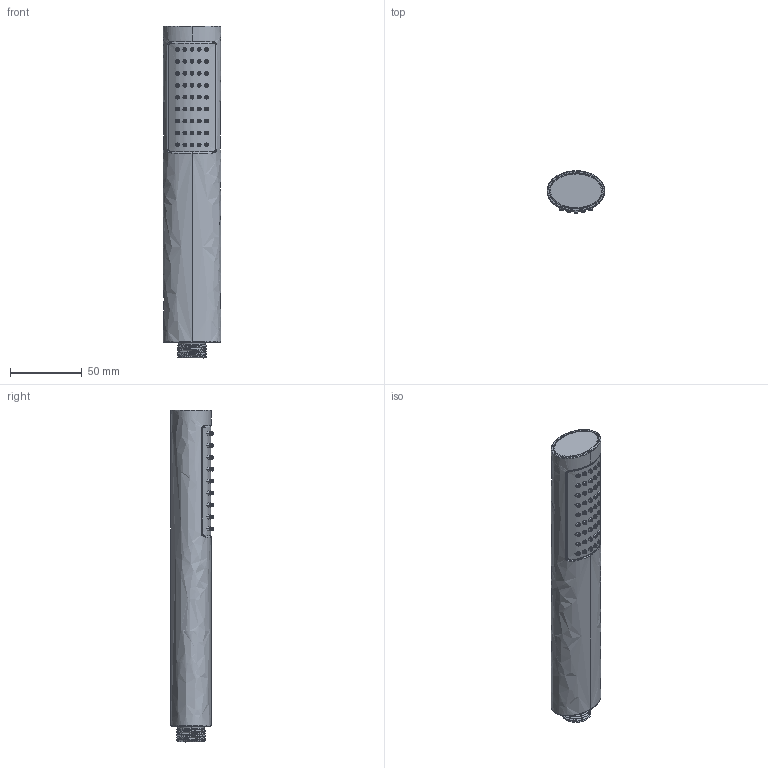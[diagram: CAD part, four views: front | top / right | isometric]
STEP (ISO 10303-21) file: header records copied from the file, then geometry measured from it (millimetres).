
FILE_DESCRIPTION((''),'2;1');
FILE_NAME('A11411_ASM','2020-10-09T',('Administrator'),('Globeunion.com'),'PRO/ENGINEER BY PARAMETRIC TECHNOLOGY CORPORATION, 2014000','PRO/ENGINEER BY PARAMETRIC TECHNOLOGY CORPORATION, 2014000','');
FILE_SCHEMA(('CONFIG_CONTROL_DESIGN'));
Products named in the file (7): A11411-001; A11411-004; A11411-002; A11411-003; A11411-006; A11411-005; A11411_ASM
Assembly tree (6 placements, depth 2):
  A11411_ASM
    A11411-001
    A11411-004
    A11411-002
    A11411-003
    A11411-006
    A11411-005
Bounding box: 40 x 29.5 x 231 mm (x, y, z)
Volume: 72719.5 mm3; surface area: 59767.3 mm2
Topology: 5 solids, 5 shells, 1079 faces, 2456 edges, 1414 vertices
Faces by surface type: cone 562, torus 184, bspline 124, cylinder 117, plane 68, extrusion 24
Entity records: 46314 total; most frequent: CARTESIAN_POINT 22727, ORIENTED_EDGE 4912, DIRECTION 4780, EDGE_CURVE 2456, AXIS2_PLACEMENT_3D 2009, VERTEX_POINT 1414, EDGE_LOOP 1292, FACE_OUTER_BOUND 1079
